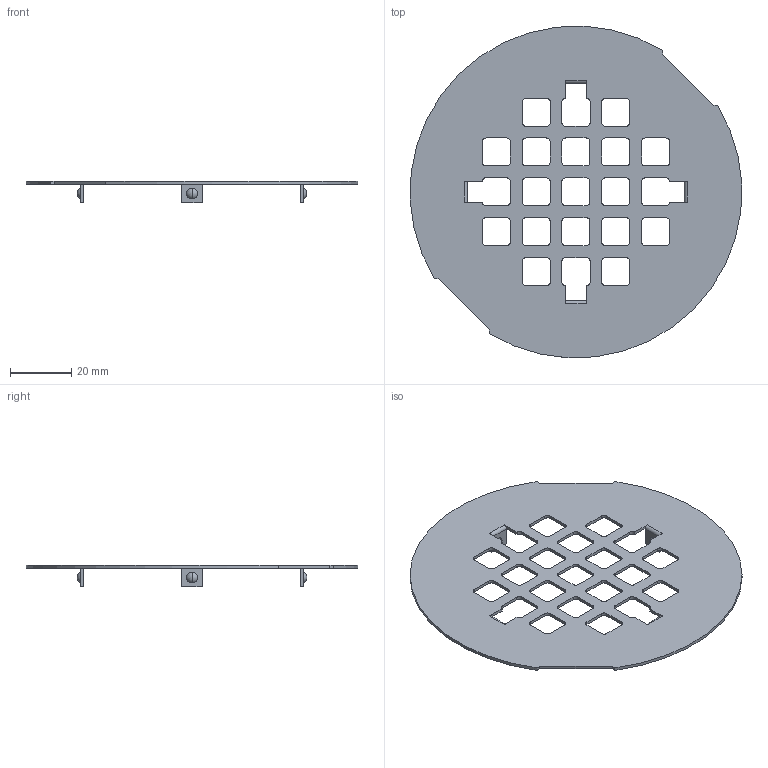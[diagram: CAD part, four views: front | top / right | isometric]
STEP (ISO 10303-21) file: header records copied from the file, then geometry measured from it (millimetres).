
FILE_DESCRIPTION((''),'2;1');
FILE_NAME('236_ASM','2021-10-25T09:36:44',('rsmith'),(''),'CREO PARAMETRIC BY PTC INC, 2018400','CREO PARAMETRIC BY PTC INC, 2018400','');
FILE_SCHEMA(('AUTOMOTIVE_DESIGN { 1 0 10303 214 1 1 1 1 }'));
Length unit declared in the file: inch
Products named in the file (2): 50830; 236_ASM
Assembly tree (1 placements, depth 2):
  236_ASM
    50830
Bounding box: 108.33 x 108.33 x 7.09 mm (x, y, z)
Volume: 7381.9 mm3; surface area: 16047.8 mm2
Topology: 1 solids, 1 shells, 227 faces, 667 edges, 434 vertices
Faces by surface type: plane 117, cylinder 94, sphere 16
Entity records: 9796 total; most frequent: DIRECTION 1335, CARTESIAN_POINT 1333, ORIENTED_EDGE 1302, PRESENTATION_STYLE_ASSIGNMENT 652, STYLED_ITEM 652, CURVE_STYLE 651, EDGE_CURVE 651, AXIS2_PLACEMENT_3D 456
